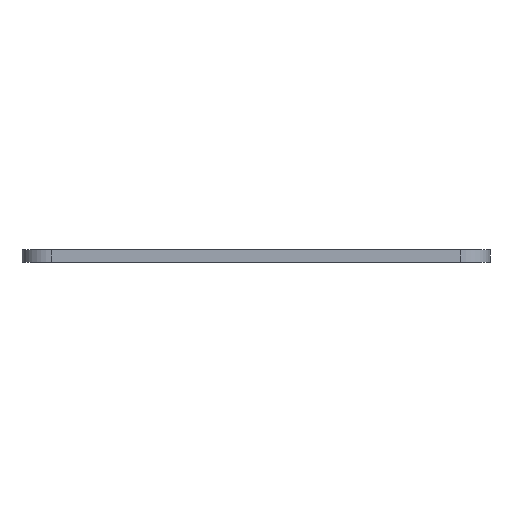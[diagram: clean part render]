
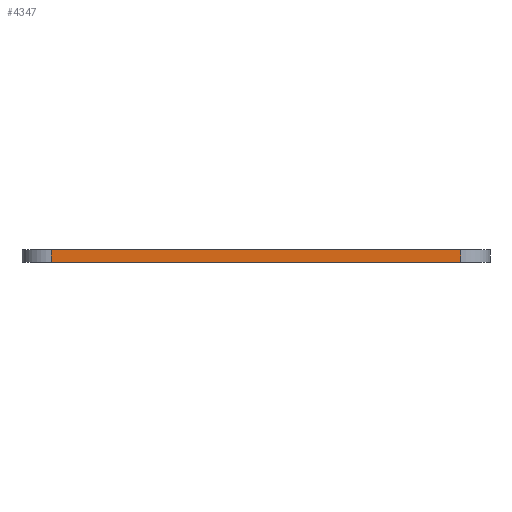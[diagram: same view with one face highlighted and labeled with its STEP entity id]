
A CAD part, left-side view. The second image highlights one B-rep face of the part: STEP entity #4347.
In plain terms, the highlighted planar face has unit normal (-1, 0, 0).
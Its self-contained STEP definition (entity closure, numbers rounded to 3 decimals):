
#84 = PLANE('',#85);
#85 = AXIS2_PLACEMENT_3D('',#86,#87,#88);
#86 = CARTESIAN_POINT('',(145.415,-81.28,1.6));
#87 = DIRECTION('',(0.,0.,1.));
#88 = DIRECTION('',(1.,0.,0.));
#139 = PLANE('',#140);
#140 = AXIS2_PLACEMENT_3D('',#141,#142,#143);
#141 = CARTESIAN_POINT('',(145.415,-81.28,0.));
#142 = DIRECTION('',(0.,0.,1.));
#143 = DIRECTION('',(1.,0.,0.));
#248 = CYLINDRICAL_SURFACE('',#249,3.81);
#249 = AXIS2_PLACEMENT_3D('',#250,#251,#252);
#250 = CARTESIAN_POINT('',(99.06,-54.61,0.));
#251 = DIRECTION('',(0.,0.,-1.));
#252 = DIRECTION('',(1.,0.,0.));
#309 = VERTEX_POINT('',#310);
#310 = CARTESIAN_POINT('',(95.25,-54.61,0.));
#332 = EDGE_CURVE('',#333,#309,#335,.T.);
#333 = VERTEX_POINT('',#334);
#334 = CARTESIAN_POINT('',(95.25,-107.95,0.));
#335 = SURFACE_CURVE('',#336,(#340,#347),.PCURVE_S1.);
#336 = LINE('',#337,#338);
#337 = CARTESIAN_POINT('',(95.25,-107.95,0.));
#338 = VECTOR('',#339,1.);
#339 = DIRECTION('',(0.,1.,0.));
#340 = PCURVE('',#139,#341);
#341 = DEFINITIONAL_REPRESENTATION('',(#342),#346);
#342 = LINE('',#343,#344);
#343 = CARTESIAN_POINT('',(-50.165,-26.67));
#344 = VECTOR('',#345,1.);
#345 = DIRECTION('',(0.,1.));
#346 = ( GEOMETRIC_REPRESENTATION_CONTEXT(2) 
PARAMETRIC_REPRESENTATION_CONTEXT() REPRESENTATION_CONTEXT('2D SPACE',''
  ) );
#347 = PCURVE('',#348,#353);
#348 = PLANE('',#349);
#349 = AXIS2_PLACEMENT_3D('',#350,#351,#352);
#350 = CARTESIAN_POINT('',(95.25,-107.95,0.));
#351 = DIRECTION('',(-1.,0.,0.));
#352 = DIRECTION('',(0.,1.,0.));
#353 = DEFINITIONAL_REPRESENTATION('',(#354),#358);
#354 = LINE('',#355,#356);
#355 = CARTESIAN_POINT('',(0.,0.));
#356 = VECTOR('',#357,1.);
#357 = DIRECTION('',(1.,0.));
#358 = ( GEOMETRIC_REPRESENTATION_CONTEXT(2) 
PARAMETRIC_REPRESENTATION_CONTEXT() REPRESENTATION_CONTEXT('2D SPACE',''
  ) );
#377 = CYLINDRICAL_SURFACE('',#378,3.81);
#378 = AXIS2_PLACEMENT_3D('',#379,#380,#381);
#379 = CARTESIAN_POINT('',(99.06,-107.95,0.));
#380 = DIRECTION('',(0.,0.,-1.));
#381 = DIRECTION('',(1.,0.,0.));
#2461 = VERTEX_POINT('',#2462);
#2462 = CARTESIAN_POINT('',(95.25,-54.61,1.6));
#2484 = EDGE_CURVE('',#2485,#2461,#2487,.T.);
#2485 = VERTEX_POINT('',#2486);
#2486 = CARTESIAN_POINT('',(95.25,-107.95,1.6));
#2487 = SURFACE_CURVE('',#2488,(#2492,#2499),.PCURVE_S1.);
#2488 = LINE('',#2489,#2490);
#2489 = CARTESIAN_POINT('',(95.25,-107.95,1.6));
#2490 = VECTOR('',#2491,1.);
#2491 = DIRECTION('',(0.,1.,0.));
#2492 = PCURVE('',#84,#2493);
#2493 = DEFINITIONAL_REPRESENTATION('',(#2494),#2498);
#2494 = LINE('',#2495,#2496);
#2495 = CARTESIAN_POINT('',(-50.165,-26.67));
#2496 = VECTOR('',#2497,1.);
#2497 = DIRECTION('',(0.,1.));
#2498 = ( GEOMETRIC_REPRESENTATION_CONTEXT(2) 
PARAMETRIC_REPRESENTATION_CONTEXT() REPRESENTATION_CONTEXT('2D SPACE',''
  ) );
#2499 = PCURVE('',#348,#2500);
#2500 = DEFINITIONAL_REPRESENTATION('',(#2501),#2505);
#2501 = LINE('',#2502,#2503);
#2502 = CARTESIAN_POINT('',(0.,-1.6));
#2503 = VECTOR('',#2504,1.);
#2504 = DIRECTION('',(1.,0.));
#2505 = ( GEOMETRIC_REPRESENTATION_CONTEXT(2) 
PARAMETRIC_REPRESENTATION_CONTEXT() REPRESENTATION_CONTEXT('2D SPACE',''
  ) );
#4299 = EDGE_CURVE('',#309,#2461,#4300,.T.);
#4300 = SURFACE_CURVE('',#4301,(#4305,#4312),.PCURVE_S1.);
#4301 = LINE('',#4302,#4303);
#4302 = CARTESIAN_POINT('',(95.25,-54.61,0.));
#4303 = VECTOR('',#4304,1.);
#4304 = DIRECTION('',(0.,0.,1.));
#4305 = PCURVE('',#248,#4306);
#4306 = DEFINITIONAL_REPRESENTATION('',(#4307),#4311);
#4307 = LINE('',#4308,#4309);
#4308 = CARTESIAN_POINT('',(-3.142,0.));
#4309 = VECTOR('',#4310,1.);
#4310 = DIRECTION('',(0.,-1.));
#4311 = ( GEOMETRIC_REPRESENTATION_CONTEXT(2) 
PARAMETRIC_REPRESENTATION_CONTEXT() REPRESENTATION_CONTEXT('2D SPACE',''
  ) );
#4312 = PCURVE('',#348,#4313);
#4313 = DEFINITIONAL_REPRESENTATION('',(#4314),#4318);
#4314 = LINE('',#4315,#4316);
#4315 = CARTESIAN_POINT('',(53.34,0.));
#4316 = VECTOR('',#4317,1.);
#4317 = DIRECTION('',(0.,-1.));
#4318 = ( GEOMETRIC_REPRESENTATION_CONTEXT(2) 
PARAMETRIC_REPRESENTATION_CONTEXT() REPRESENTATION_CONTEXT('2D SPACE',''
  ) );
#4347 = ADVANCED_FACE('',(#4348),#348,.T.);
#4348 = FACE_BOUND('',#4349,.T.);
#4349 = EDGE_LOOP('',(#4350,#4371,#4372,#4373));
#4350 = ORIENTED_EDGE('',*,*,#4351,.T.);
#4351 = EDGE_CURVE('',#333,#2485,#4352,.T.);
#4352 = SURFACE_CURVE('',#4353,(#4357,#4364),.PCURVE_S1.);
#4353 = LINE('',#4354,#4355);
#4354 = CARTESIAN_POINT('',(95.25,-107.95,0.));
#4355 = VECTOR('',#4356,1.);
#4356 = DIRECTION('',(0.,0.,1.));
#4357 = PCURVE('',#348,#4358);
#4358 = DEFINITIONAL_REPRESENTATION('',(#4359),#4363);
#4359 = LINE('',#4360,#4361);
#4360 = CARTESIAN_POINT('',(0.,0.));
#4361 = VECTOR('',#4362,1.);
#4362 = DIRECTION('',(0.,-1.));
#4363 = ( GEOMETRIC_REPRESENTATION_CONTEXT(2) 
PARAMETRIC_REPRESENTATION_CONTEXT() REPRESENTATION_CONTEXT('2D SPACE',''
  ) );
#4364 = PCURVE('',#377,#4365);
#4365 = DEFINITIONAL_REPRESENTATION('',(#4366),#4370);
#4366 = LINE('',#4367,#4368);
#4367 = CARTESIAN_POINT('',(-3.142,0.));
#4368 = VECTOR('',#4369,1.);
#4369 = DIRECTION('',(0.,-1.));
#4370 = ( GEOMETRIC_REPRESENTATION_CONTEXT(2) 
PARAMETRIC_REPRESENTATION_CONTEXT() REPRESENTATION_CONTEXT('2D SPACE',''
  ) );
#4371 = ORIENTED_EDGE('',*,*,#2484,.T.);
#4372 = ORIENTED_EDGE('',*,*,#4299,.F.);
#4373 = ORIENTED_EDGE('',*,*,#332,.F.);
